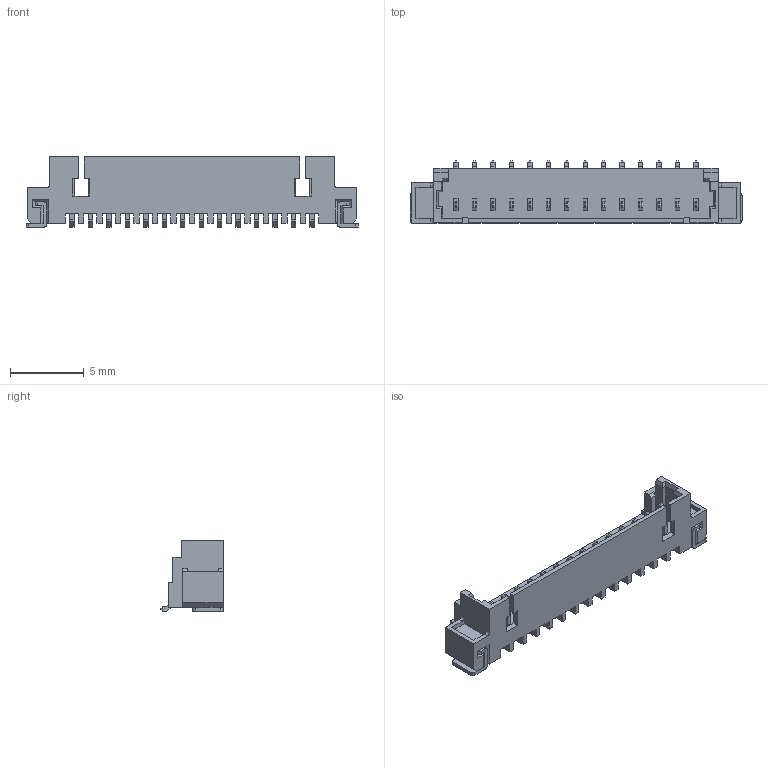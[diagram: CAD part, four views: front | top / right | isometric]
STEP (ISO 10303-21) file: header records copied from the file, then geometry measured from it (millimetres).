
FILE_DESCRIPTION(/* description */ ('Unknown'),/* implementation_level */ '2;1');
FILE_NAME(/* name */ 'J_Wurth_WR-WTB_653114124022',/* time_stamp */ '2025-06-03T13:40:32+08:00',/* author */ ('Unknown'),/* organization */ ('Unknown'),/* preprocessor_version */ 'ST-DEVELOPER v19.4',/* originating_system */ 'Solid Edge',/* authorisation */ 'Unknown');
FILE_SCHEMA (('AUTOMOTIVE_DESIGN {1 0 10303 214 3 1 1}'));
Length unit declared in the file: millimetre
Products named in the file (2): J_Wurth_WR-WTB_653114124022
Assembly tree (1 placements, depth 2):
  J_Wurth_WR-WTB_653114124022
    J_Wurth_WR-WTB_653114124022
Bounding box: 22.45 x 4.21 x 4.75 mm (x, y, z)
Volume: 129.9 mm3; surface area: 643.4 mm2
Topology: 17 solids, 17 shells, 625 faces, 1695 edges, 1104 vertices
Faces by surface type: plane 609, cylinder 16
Entity records: 19363 total; most frequent: CARTESIAN_POINT 3426, ORIENTED_EDGE 3390, DIRECTION 2981, EDGE_CURVE 1695, LINE 1663, VECTOR 1663, VERTEX_POINT 1104, AXIS2_PLACEMENT_3D 659
